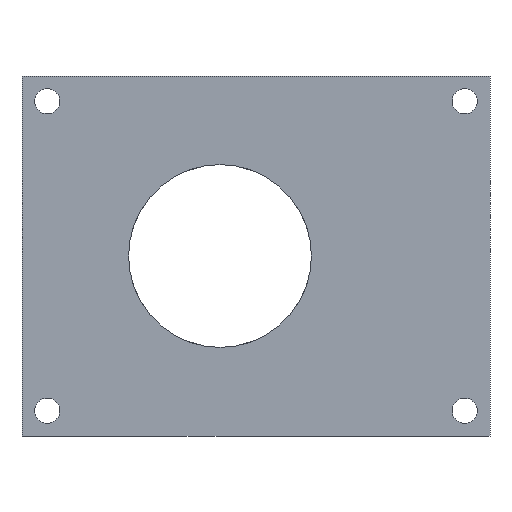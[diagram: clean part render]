
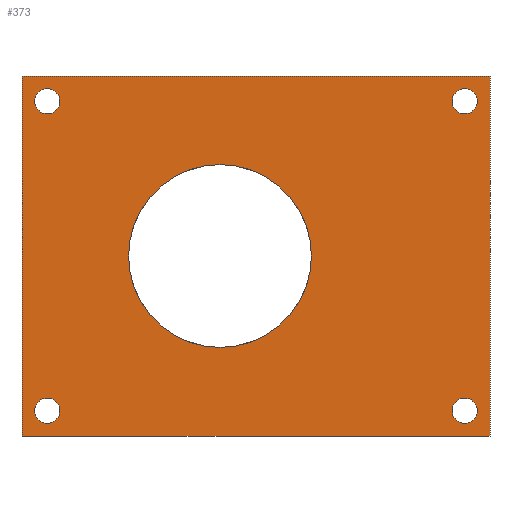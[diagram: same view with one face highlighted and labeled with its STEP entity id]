
A CAD part, front view. The second image highlights one B-rep face of the part: STEP entity #373.
In plain terms, the highlighted planar face has unit normal (0, -1, 0).
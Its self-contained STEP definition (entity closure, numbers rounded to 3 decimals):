
#21=FACE_BOUND('',#75,.T.);
#22=FACE_BOUND('',#76,.T.);
#23=FACE_BOUND('',#77,.T.);
#24=FACE_BOUND('',#78,.T.);
#25=FACE_BOUND('',#79,.T.);
#34=PLANE('',#429);
#52=FACE_OUTER_BOUND('',#74,.T.);
#74=EDGE_LOOP('',(#338,#339,#340,#341));
#75=EDGE_LOOP('',(#342));
#76=EDGE_LOOP('',(#343));
#77=EDGE_LOOP('',(#344));
#78=EDGE_LOOP('',(#345));
#79=EDGE_LOOP('',(#346));
#93=CIRCLE('',#417,12.7);
#94=CIRCLE('',#419,1.75);
#95=CIRCLE('',#421,1.75);
#96=CIRCLE('',#423,1.75);
#97=CIRCLE('',#425,1.75);
#111=LINE('',#579,#142);
#124=LINE('',#656,#155);
#127=LINE('',#661,#158);
#128=LINE('',#663,#159);
#142=VECTOR('',#467,10.);
#155=VECTOR('',#524,10.);
#158=VECTOR('',#529,10.);
#159=VECTOR('',#532,10.);
#177=VERTEX_POINT('',#576);
#178=VERTEX_POINT('',#578);
#187=VERTEX_POINT('',#635);
#188=VERTEX_POINT('',#639);
#189=VERTEX_POINT('',#643);
#190=VERTEX_POINT('',#647);
#191=VERTEX_POINT('',#651);
#192=VERTEX_POINT('',#655);
#193=VERTEX_POINT('',#659);
#214=EDGE_CURVE('',#177,#178,#111,.T.);
#231=EDGE_CURVE('',#187,#187,#93,.T.);
#233=EDGE_CURVE('',#188,#188,#94,.T.);
#235=EDGE_CURVE('',#189,#189,#95,.T.);
#237=EDGE_CURVE('',#190,#190,#96,.T.);
#239=EDGE_CURVE('',#191,#191,#97,.T.);
#240=EDGE_CURVE('',#192,#177,#124,.T.);
#243=EDGE_CURVE('',#193,#192,#127,.T.);
#244=EDGE_CURVE('',#178,#193,#128,.T.);
#338=ORIENTED_EDGE('',*,*,#214,.F.);
#339=ORIENTED_EDGE('',*,*,#240,.F.);
#340=ORIENTED_EDGE('',*,*,#243,.F.);
#341=ORIENTED_EDGE('',*,*,#244,.F.);
#342=ORIENTED_EDGE('',*,*,#233,.T.);
#343=ORIENTED_EDGE('',*,*,#235,.T.);
#344=ORIENTED_EDGE('',*,*,#237,.T.);
#345=ORIENTED_EDGE('',*,*,#239,.T.);
#346=ORIENTED_EDGE('',*,*,#231,.F.);
#373=ADVANCED_FACE('',(#52,#21,#22,#23,#24,#25),#34,.F.);
#417=AXIS2_PLACEMENT_3D('',#637,#500,#501);
#419=AXIS2_PLACEMENT_3D('',#641,#505,#506);
#421=AXIS2_PLACEMENT_3D('',#645,#510,#511);
#423=AXIS2_PLACEMENT_3D('',#649,#515,#516);
#425=AXIS2_PLACEMENT_3D('',#653,#520,#521);
#429=AXIS2_PLACEMENT_3D('',#664,#533,#534);
#467=DIRECTION('',(-1.,0.,0.));
#500=DIRECTION('center_axis',(0.,-1.,0.));
#501=DIRECTION('ref_axis',(1.,0.,0.));
#505=DIRECTION('center_axis',(0.,1.,0.));
#506=DIRECTION('ref_axis',(1.,0.,0.));
#510=DIRECTION('center_axis',(0.,1.,0.));
#511=DIRECTION('ref_axis',(1.,0.,0.));
#515=DIRECTION('center_axis',(0.,1.,0.));
#516=DIRECTION('ref_axis',(1.,0.,0.));
#520=DIRECTION('center_axis',(0.,1.,0.));
#521=DIRECTION('ref_axis',(1.,0.,0.));
#524=DIRECTION('',(0.,0.,-1.));
#529=DIRECTION('',(1.,0.,0.));
#532=DIRECTION('',(0.,0.,1.));
#533=DIRECTION('center_axis',(0.,1.,0.));
#534=DIRECTION('ref_axis',(0.,0.,1.));
#576=CARTESIAN_POINT('',(0.,0.,-50.));
#578=CARTESIAN_POINT('',(-65.,0.,-50.));
#579=CARTESIAN_POINT('',(0.,0.,-50.));
#635=CARTESIAN_POINT('',(-50.2,0.,-25.));
#637=CARTESIAN_POINT('Origin',(-37.5,0.,-25.));
#639=CARTESIAN_POINT('',(-5.25,0.,-46.5));
#641=CARTESIAN_POINT('Origin',(-3.5,0.,-46.5));
#643=CARTESIAN_POINT('',(-63.25,0.,-3.5));
#645=CARTESIAN_POINT('Origin',(-61.5,0.,-3.5));
#647=CARTESIAN_POINT('',(-5.25,0.,-3.5));
#649=CARTESIAN_POINT('Origin',(-3.5,0.,-3.5));
#651=CARTESIAN_POINT('',(-63.25,0.,-46.5));
#653=CARTESIAN_POINT('Origin',(-61.5,0.,-46.5));
#655=CARTESIAN_POINT('',(0.,0.,0.));
#656=CARTESIAN_POINT('',(0.,0.,0.));
#659=CARTESIAN_POINT('',(-65.,0.,0.));
#661=CARTESIAN_POINT('',(-65.,0.,0.));
#663=CARTESIAN_POINT('',(-65.,0.,-50.));
#664=CARTESIAN_POINT('Origin',(-32.5,0.,-25.));
